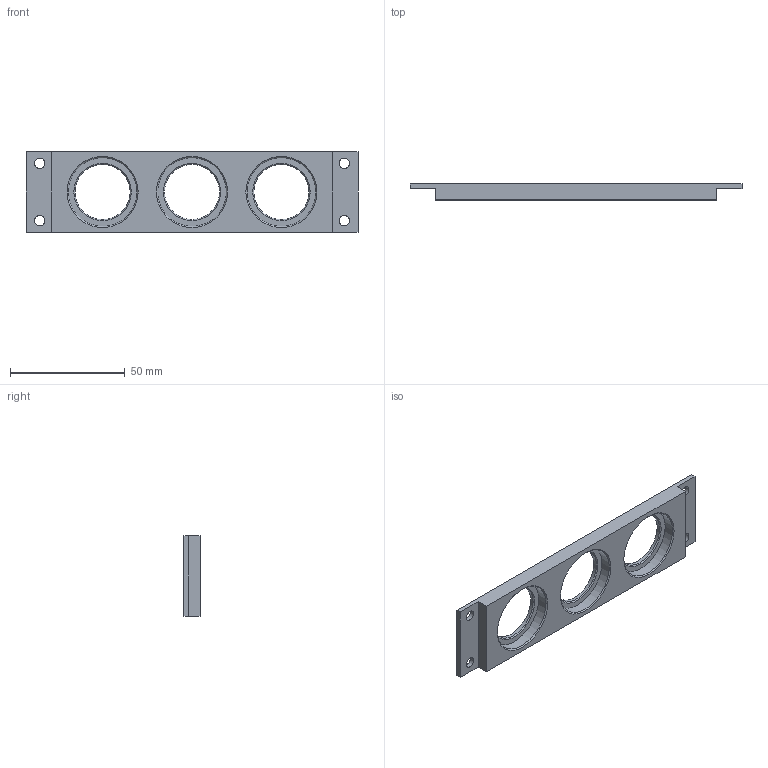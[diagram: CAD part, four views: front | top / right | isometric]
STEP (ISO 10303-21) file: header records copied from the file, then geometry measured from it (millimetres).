
FILE_DESCRIPTION(/* description */ (''),/* implementation_level */ '2;1');
FILE_NAME(/* name */ 'Back panel OSBMX.step',/* time_stamp */ '2025-10-29T21:16:32-04:00',/* author */ (''),/* organization */ (''),/* preprocessor_version */ 'ST-DEVELOPER v20.1',/* originating_system */ 'Autodesk Translation Framework v14.17.0.0',/* authorisation */ '');
FILE_SCHEMA (('AUTOMOTIVE_DESIGN { 1 0 10303 214 3 1 1 }'));
Length unit declared in the file: millimetre
Products named in the file (1): Core
Bounding box: 144.8 x 7 x 35 mm (x, y, z)
Volume: 18070.8 mm3; surface area: 11411.2 mm2
Topology: 1 solids, 1 shells, 29 faces, 69 edges, 45 vertices
Faces by surface type: plane 13, cylinder 10, cone 6
Full cylindrical faces by diameter (mm): 4.5 x4, 24.05 x3, 30 x3
Entity records: 898 total; most frequent: DIRECTION 158, CARTESIAN_POINT 144, ORIENTED_EDGE 138, EDGE_CURVE 69, AXIS2_PLACEMENT_3D 59, EDGE_LOOP 46, VERTEX_POINT 45, LINE 40
